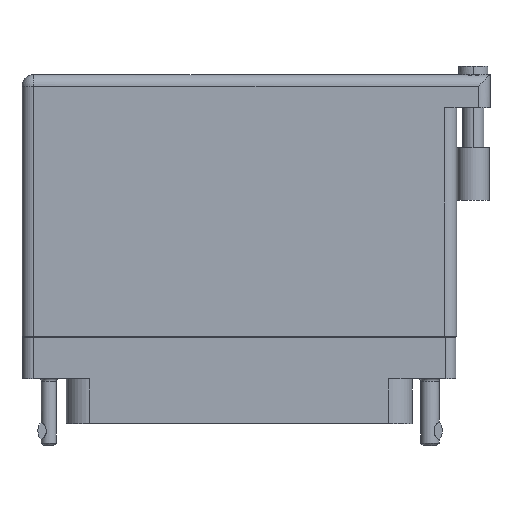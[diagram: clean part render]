
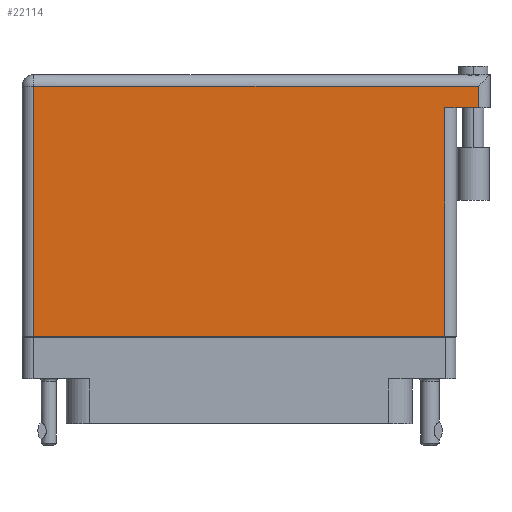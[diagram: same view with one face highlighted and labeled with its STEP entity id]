
A CAD part, front view. The second image highlights one B-rep face of the part: STEP entity #22114.
In plain terms, the highlighted face is planar.
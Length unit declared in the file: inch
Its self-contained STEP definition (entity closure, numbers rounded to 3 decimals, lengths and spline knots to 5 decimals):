
#702 = CARTESIAN_POINT ( 'NONE',  ( -1.3, -0.1, 0.4495 ) ) ;
#1524 = DIRECTION ( 'NONE',  ( 0., 1., 0. ) ) ;
#2214 = VERTEX_POINT ( 'NONE', #5210 ) ;
#5210 = CARTESIAN_POINT ( 'NONE',  ( 1.43, 1.269, 0.4495 ) ) ;
#5710 = CARTESIAN_POINT ( 'NONE',  ( -1.23, 1.396, 0.4495 ) ) ;
#6331 = CARTESIAN_POINT ( 'NONE',  ( 1.23, 1.269, 0.4495 ) ) ;
#7747 = EDGE_CURVE ( 'NONE', #11542, #41609, #10574, .T. ) ;
#10574 = LINE ( 'NONE', #6331, #49352 ) ;
#11311 = VECTOR ( 'NONE', #12638, 39.37008 ) ;
#11542 = VERTEX_POINT ( 'NONE', #16600 ) ;
#12108 = VECTOR ( 'NONE', #25349, 39.37008 ) ;
#12320 = FACE_OUTER_BOUND ( 'NONE', #21103, .T. ) ;
#12638 = DIRECTION ( 'NONE',  ( -1., 0., 0. ) ) ;
#14515 = VERTEX_POINT ( 'NONE', #36918 ) ;
#14530 = VECTOR ( 'NONE', #22024, 39.37008 ) ;
#14711 = VERTEX_POINT ( 'NONE', #27625 ) ;
#16600 = CARTESIAN_POINT ( 'NONE',  ( 1.23, -0.1, 0.4495 ) ) ;
#17023 = LINE ( 'NONE', #47829, #19737 ) ;
#18615 = ORIENTED_EDGE ( 'NONE', *, *, #53731, .T. ) ;
#19044 = EDGE_CURVE ( 'NONE', #14711, #28194, #25038, .T. ) ;
#19737 = VECTOR ( 'NONE', #26880, 39.37008 ) ;
#20024 = AXIS2_PLACEMENT_3D ( 'NONE', #51060, #25204, #21225 ) ;
#21103 = EDGE_LOOP ( 'NONE', ( #28316, #41766, #26615, #18615, #32236, #47854 ) ) ;
#21225 = DIRECTION ( 'NONE',  ( -1., 0., 0. ) ) ;
#22024 = DIRECTION ( 'NONE',  ( 1., 0., 0. ) ) ;
#22114 = ADVANCED_FACE ( 'NONE', ( #12320 ), #25387, .F. ) ;
#25038 = LINE ( 'NONE', #38772, #12108 ) ;
#25204 = DIRECTION ( 'NONE',  ( 0., 0., -1. ) ) ;
#25349 = DIRECTION ( 'NONE',  ( -1., 0., 0. ) ) ;
#25387 = PLANE ( 'NONE',  #20024 ) ;
#26615 = ORIENTED_EDGE ( 'NONE', *, *, #46741, .F. ) ;
#26880 = DIRECTION ( 'NONE',  ( 0., -1., 0. ) ) ;
#27625 = CARTESIAN_POINT ( 'NONE',  ( 1.43, 1.396, 0.4495 ) ) ;
#28194 = VERTEX_POINT ( 'NONE', #5710 ) ;
#28316 = ORIENTED_EDGE ( 'NONE', *, *, #38242, .T. ) ;
#30044 = EDGE_CURVE ( 'NONE', #28194, #14515, #17023, .T. ) ;
#30936 = DIRECTION ( 'NONE',  ( 0., 1., 0. ) ) ;
#32236 = ORIENTED_EDGE ( 'NONE', *, *, #19044, .T. ) ;
#35561 = LINE ( 'NONE', #43846, #40326 ) ;
#36918 = CARTESIAN_POINT ( 'NONE',  ( -1.23, -0.1, 0.4495 ) ) ;
#37579 = LINE ( 'NONE', #702, #14530 ) ;
#38242 = EDGE_CURVE ( 'NONE', #14515, #11542, #37579, .T. ) ;
#38772 = CARTESIAN_POINT ( 'NONE',  ( -1.3, 1.396, 0.4495 ) ) ;
#39819 = LINE ( 'NONE', #55204, #11311 ) ;
#40326 = VECTOR ( 'NONE', #30936, 39.37008 ) ;
#40428 = CARTESIAN_POINT ( 'NONE',  ( 1.23, 1.269, 0.4495 ) ) ;
#41609 = VERTEX_POINT ( 'NONE', #40428 ) ;
#41766 = ORIENTED_EDGE ( 'NONE', *, *, #7747, .T. ) ;
#43846 = CARTESIAN_POINT ( 'NONE',  ( 1.43, 1.466, 0.4495 ) ) ;
#46741 = EDGE_CURVE ( 'NONE', #2214, #41609, #39819, .T. ) ;
#47829 = CARTESIAN_POINT ( 'NONE',  ( -1.23, -0.1, 0.4495 ) ) ;
#47854 = ORIENTED_EDGE ( 'NONE', *, *, #30044, .T. ) ;
#49352 = VECTOR ( 'NONE', #1524, 39.37008 ) ;
#51060 = CARTESIAN_POINT ( 'NONE',  ( -1.3, 1.466, 0.4495 ) ) ;
#53731 = EDGE_CURVE ( 'NONE', #2214, #14711, #35561, .T. ) ;
#55204 = CARTESIAN_POINT ( 'NONE',  ( 1.5, 1.269, 0.4495 ) ) ;
